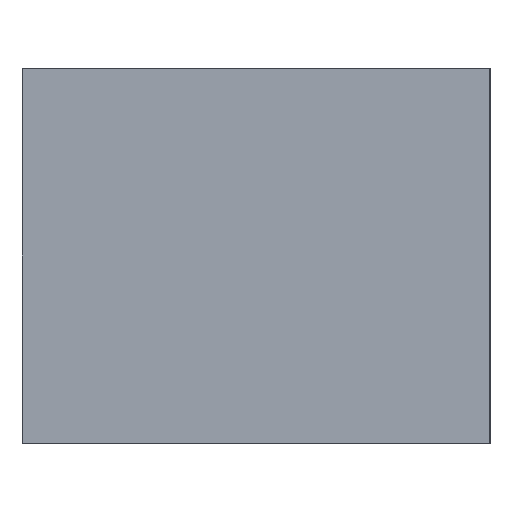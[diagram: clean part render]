
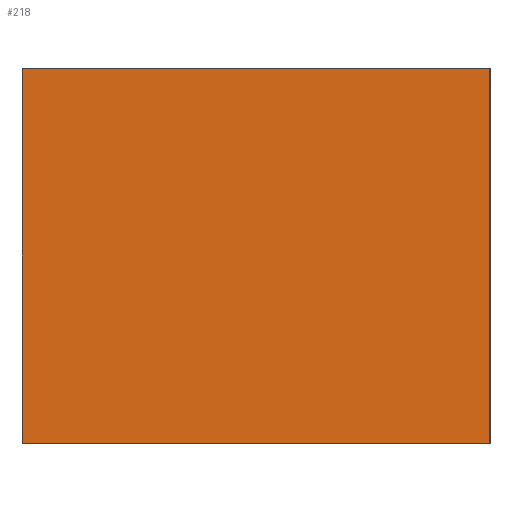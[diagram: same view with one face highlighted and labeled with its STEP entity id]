
A CAD part, left-side view. The second image highlights one B-rep face of the part: STEP entity #218.
In plain terms, the highlighted planar face has unit normal (-1, 0, 0).
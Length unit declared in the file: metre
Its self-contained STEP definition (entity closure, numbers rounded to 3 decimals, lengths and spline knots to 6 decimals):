
#22=LINE('',#338,#46);
#25=LINE('',#344,#49);
#26=LINE('',#346,#50);
#27=LINE('',#348,#51);
#46=VECTOR('',#275,1.);
#49=VECTOR('',#280,1.);
#50=VECTOR('',#281,1.);
#51=VECTOR('',#282,1.);
#76=ORIENTED_EDGE('',*,*,#128,.F.);
#77=ORIENTED_EDGE('',*,*,#131,.T.);
#78=ORIENTED_EDGE('',*,*,#132,.T.);
#79=ORIENTED_EDGE('',*,*,#133,.F.);
#128=EDGE_CURVE('',#155,#156,#22,.T.);
#131=EDGE_CURVE('',#155,#158,#25,.T.);
#132=EDGE_CURVE('',#158,#159,#26,.T.);
#133=EDGE_CURVE('',#156,#159,#27,.T.);
#155=VERTEX_POINT('',#337);
#156=VERTEX_POINT('',#339);
#158=VERTEX_POINT('',#345);
#159=VERTEX_POINT('',#347);
#174=EDGE_LOOP('',(#76,#77,#78,#79));
#192=FACE_BOUND('',#174,.T.);
#208=PLANE('',#245);
#218=ADVANCED_FACE('',(#192),#208,.F.);
#245=AXIS2_PLACEMENT_3D('',#343,#278,#279);
#275=DIRECTION('',(0.,0.,1.));
#278=DIRECTION('',(1.,0.,0.));
#279=DIRECTION('',(0.,-1.,0.));
#280=DIRECTION('',(0.,-1.,0.));
#281=DIRECTION('',(0.,0.,1.));
#282=DIRECTION('',(0.,-1.,0.));
#337=CARTESIAN_POINT('',(-0.112459,-0.03755,-0.028));
#338=CARTESIAN_POINT('',(-0.112459,-0.03755,-0.028));
#339=CARTESIAN_POINT('',(-0.112459,-0.03755,-0.02));
#343=CARTESIAN_POINT('',(-0.112459,-0.04255,-0.028));
#344=CARTESIAN_POINT('',(-0.112459,-0.04255,-0.028));
#345=CARTESIAN_POINT('',(-0.112459,-0.04755,-0.028));
#346=CARTESIAN_POINT('',(-0.112459,-0.04755,-0.028));
#347=CARTESIAN_POINT('',(-0.112459,-0.04755,-0.02));
#348=CARTESIAN_POINT('',(-0.112459,-0.04255,-0.02));
